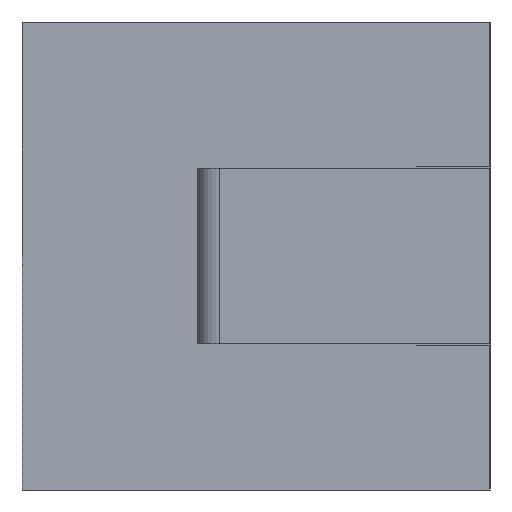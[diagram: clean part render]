
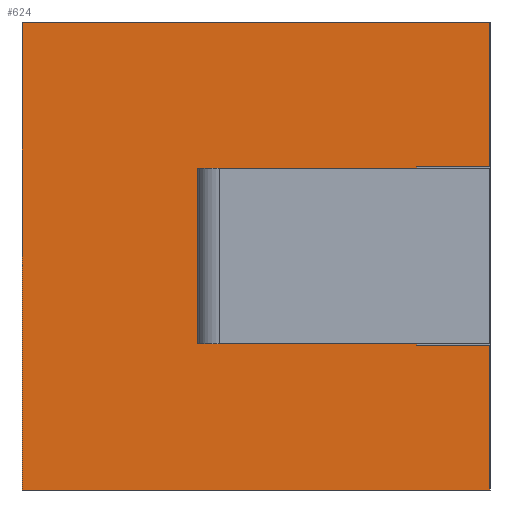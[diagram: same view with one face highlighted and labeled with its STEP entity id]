
A CAD part, left-side view. The second image highlights one B-rep face of the part: STEP entity #624.
In plain terms, the highlighted planar face has unit normal (-1, 0, 0).
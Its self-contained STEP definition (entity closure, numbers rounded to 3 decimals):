
#21=DIRECTION('',(0.,0.,1.));
#22=VECTOR('',#21,0.99);
#23=CARTESIAN_POINT('',(-2.1,0.,-1.6));
#24=LINE('',#23,#22);
#37=DIRECTION('',(0.,0.,1.));
#38=VECTOR('',#37,0.99);
#39=CARTESIAN_POINT('',(-2.1,0.,0.61));
#40=LINE('',#39,#38);
#149=DIRECTION('',(0.,0.,1.));
#150=VECTOR('',#149,1.2);
#151=CARTESIAN_POINT('',(-2.1,2.,-0.6));
#152=LINE('',#151,#150);
#153=DIRECTION('',(0.,1.,0.));
#154=VECTOR('',#153,1.5);
#155=CARTESIAN_POINT('',(-2.1,0.5,-0.6));
#156=LINE('',#155,#154);
#157=DIRECTION('',(0.,0.,1.));
#158=VECTOR('',#157,0.01);
#159=CARTESIAN_POINT('',(-2.1,0.5,-0.61));
#160=LINE('',#159,#158);
#161=DIRECTION('',(0.,1.,0.));
#162=VECTOR('',#161,0.5);
#163=CARTESIAN_POINT('',(-2.1,0.,-0.61));
#164=LINE('',#163,#162);
#165=DIRECTION('',(0.,1.,0.));
#166=VECTOR('',#165,3.2);
#167=CARTESIAN_POINT('',(-2.1,0.,-1.6));
#168=LINE('',#167,#166);
#169=DIRECTION('',(0.,1.,0.));
#170=VECTOR('',#169,0.5);
#171=CARTESIAN_POINT('',(-2.1,0.,0.61));
#172=LINE('',#171,#170);
#173=DIRECTION('',(0.,0.,1.));
#174=VECTOR('',#173,0.01);
#175=CARTESIAN_POINT('',(-2.1,0.5,0.6));
#176=LINE('',#175,#174);
#177=DIRECTION('',(0.,1.,0.));
#178=VECTOR('',#177,1.5);
#179=CARTESIAN_POINT('',(-2.1,0.5,0.6));
#180=LINE('',#179,#178);
#257=DIRECTION('',(0.,0.,1.));
#258=VECTOR('',#257,3.2);
#259=CARTESIAN_POINT('',(-2.1,3.2,-1.6));
#260=LINE('',#259,#258);
#273=DIRECTION('',(0.,1.,0.));
#274=VECTOR('',#273,3.2);
#275=CARTESIAN_POINT('',(-2.1,0.,1.6));
#276=LINE('',#275,#274);
#293=CARTESIAN_POINT('',(-2.1,0.,1.6));
#295=VERTEX_POINT('',#293);
#298=CARTESIAN_POINT('',(-2.1,0.,-1.6));
#300=VERTEX_POINT('',#298);
#301=CARTESIAN_POINT('',(-2.1,3.2,-1.6));
#302=CARTESIAN_POINT('',(-2.1,3.2,1.6));
#303=VERTEX_POINT('',#301);
#304=VERTEX_POINT('',#302);
#349=CARTESIAN_POINT('',(-2.1,0.,-0.61));
#351=VERTEX_POINT('',#349);
#355=CARTESIAN_POINT('',(-2.1,0.,0.61));
#356=VERTEX_POINT('',#355);
#357=CARTESIAN_POINT('',(-2.1,0.5,-0.61));
#358=CARTESIAN_POINT('',(-2.1,0.5,-0.6));
#359=VERTEX_POINT('',#357);
#360=VERTEX_POINT('',#358);
#361=CARTESIAN_POINT('',(-2.1,0.5,0.6));
#362=CARTESIAN_POINT('',(-2.1,0.5,0.61));
#363=VERTEX_POINT('',#361);
#364=VERTEX_POINT('',#362);
#373=CARTESIAN_POINT('',(-2.1,2.,0.6));
#375=VERTEX_POINT('',#373);
#379=CARTESIAN_POINT('',(-2.1,2.,-0.6));
#380=VERTEX_POINT('',#379);
#598=CARTESIAN_POINT('',(-2.1,0.,-1.6));
#599=DIRECTION('',(-1.,0.,0.));
#600=DIRECTION('',(0.,0.,1.));
#601=AXIS2_PLACEMENT_3D('',#598,#599,#600);
#602=PLANE('',#601);
#603=ORIENTED_EDGE('',*,*,#558,.F.);
#604=ORIENTED_EDGE('',*,*,#526,.F.);
#606=ORIENTED_EDGE('',*,*,#605,.F.);
#608=ORIENTED_EDGE('',*,*,#607,.F.);
#609=ORIENTED_EDGE('',*,*,#404,.F.);
#611=ORIENTED_EDGE('',*,*,#610,.T.);
#613=ORIENTED_EDGE('',*,*,#612,.T.);
#615=ORIENTED_EDGE('',*,*,#614,.F.);
#616=ORIENTED_EDGE('',*,*,#412,.F.);
#618=ORIENTED_EDGE('',*,*,#617,.T.);
#620=ORIENTED_EDGE('',*,*,#619,.F.);
#621=ORIENTED_EDGE('',*,*,#569,.T.);
#622=EDGE_LOOP('',(#603,#604,#606,#608,#609,#611,#613,#615,#616,#618,#620,
#621));
#623=FACE_OUTER_BOUND('',#622,.F.);
#404=EDGE_CURVE('',#300,#351,#24,.T.);
#412=EDGE_CURVE('',#356,#295,#40,.T.);
#526=EDGE_CURVE('',#360,#380,#156,.T.);
#558=EDGE_CURVE('',#380,#375,#152,.T.);
#569=EDGE_CURVE('',#363,#375,#180,.T.);
#605=EDGE_CURVE('',#359,#360,#160,.T.);
#607=EDGE_CURVE('',#351,#359,#164,.T.);
#610=EDGE_CURVE('',#300,#303,#168,.T.);
#612=EDGE_CURVE('',#303,#304,#260,.T.);
#614=EDGE_CURVE('',#295,#304,#276,.T.);
#617=EDGE_CURVE('',#356,#364,#172,.T.);
#619=EDGE_CURVE('',#363,#364,#176,.T.);
#624=ADVANCED_FACE('',(#623),#602,.T.);
